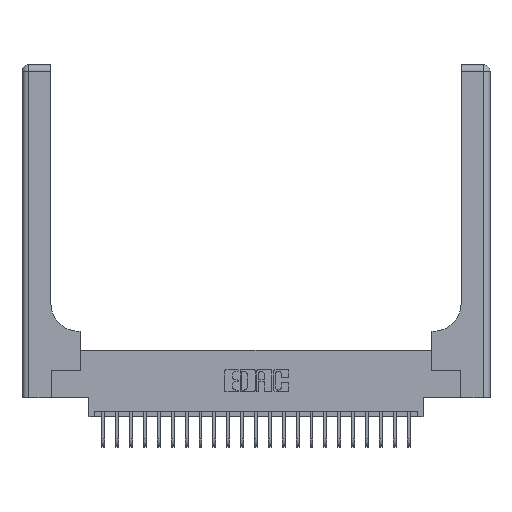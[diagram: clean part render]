
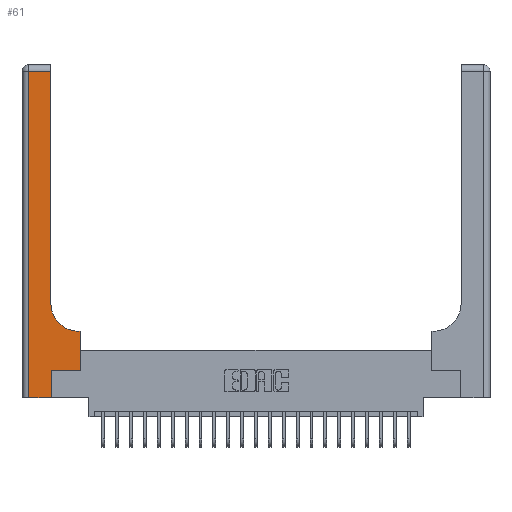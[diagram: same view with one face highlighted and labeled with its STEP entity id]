
A CAD part, top view. The second image highlights one B-rep face of the part: STEP entity #61.
In plain terms, the highlighted planar face has unit normal (0, 0, 1).
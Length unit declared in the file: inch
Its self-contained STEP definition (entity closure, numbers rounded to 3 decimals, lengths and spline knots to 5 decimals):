
#21 = PLANE ( 'NONE',  #19033 ) ;
#61 = ADVANCED_FACE ( 'NONE', ( #755 ), #21, .F. ) ;
#97 = VERTEX_POINT ( 'NONE', #12607 ) ;
#434 = CARTESIAN_POINT ( 'NONE',  ( 0., 3., 0.37 ) ) ;
#487 = DIRECTION ( 'NONE',  ( -1., 0., 0. ) ) ;
#563 = ORIENTED_EDGE ( 'NONE', *, *, #694, .T. ) ;
#685 = EDGE_LOOP ( 'NONE', ( #563, #19363, #11382, #15919, #20958, #12445, #13504, #841, #5481 ) ) ;
#694 = EDGE_CURVE ( 'NONE', #97, #6205, #12337, .T. ) ;
#755 = FACE_OUTER_BOUND ( 'NONE', #685, .T. ) ;
#841 = ORIENTED_EDGE ( 'NONE', *, *, #13677, .T. ) ;
#904 = DIRECTION ( 'NONE',  ( 1., 0., 0. ) ) ;
#1002 = VERTEX_POINT ( 'NONE', #6851 ) ;
#1120 = EDGE_CURVE ( 'NONE', #20956, #97, #16860, .T. ) ;
#1848 = DIRECTION ( 'NONE',  ( 0., 0., -1. ) ) ;
#2015 = CARTESIAN_POINT ( 'NONE',  ( 0.06, 3., 0.37 ) ) ;
#2217 = LINE ( 'NONE', #16872, #6820 ) ;
#2261 = CARTESIAN_POINT ( 'NONE',  ( 0.265, 0.25, 0.37 ) ) ;
#2277 = EDGE_CURVE ( 'NONE', #5609, #1002, #4489, .T. ) ;
#2287 = LINE ( 'NONE', #4359, #6892 ) ;
#3465 = EDGE_CURVE ( 'NONE', #6205, #5609, #7642, .T. ) ;
#3769 = EDGE_CURVE ( 'NONE', #16929, #19466, #2217, .T. ) ;
#4359 = CARTESIAN_POINT ( 'NONE',  ( 0., 0., 0.37 ) ) ;
#4489 = LINE ( 'NONE', #2015, #22098 ) ;
#4870 = CARTESIAN_POINT ( 'NONE',  ( 0.26, 0.6, 0.37 ) ) ;
#5481 = ORIENTED_EDGE ( 'NONE', *, *, #1120, .T. ) ;
#5609 = VERTEX_POINT ( 'NONE', #21827 ) ;
#5874 = AXIS2_PLACEMENT_3D ( 'NONE', #19248, #8998, #20948 ) ;
#5971 = DIRECTION ( 'NONE',  ( 0., 1., 0. ) ) ;
#6205 = VERTEX_POINT ( 'NONE', #8225 ) ;
#6575 = DIRECTION ( 'NONE',  ( -1., 0., 0. ) ) ;
#6820 = VECTOR ( 'NONE', #15149, 39.37008 ) ;
#6851 = CARTESIAN_POINT ( 'NONE',  ( 0.06, 0., 0.37 ) ) ;
#6892 = VECTOR ( 'NONE', #904, 39.37008 ) ;
#7221 = VECTOR ( 'NONE', #5971, 39.37008 ) ;
#7466 = LINE ( 'NONE', #7804, #20538 ) ;
#7535 = CARTESIAN_POINT ( 'NONE',  ( 0.528, 0.6, 0.37 ) ) ;
#7541 = DIRECTION ( 'NONE',  ( 0., -1., 0. ) ) ;
#7642 = LINE ( 'NONE', #12565, #16221 ) ;
#7804 = CARTESIAN_POINT ( 'NONE',  ( 0.265, 0.25, 0.37 ) ) ;
#8225 = CARTESIAN_POINT ( 'NONE',  ( 0.26, 2.94, 0.37 ) ) ;
#8615 = CARTESIAN_POINT ( 'NONE',  ( 0.265, 0., 0.37 ) ) ;
#8998 = DIRECTION ( 'NONE',  ( 0., 0., -1. ) ) ;
#9203 = DIRECTION ( 'NONE',  ( 0., 1., 0. ) ) ;
#9513 = DIRECTION ( 'NONE',  ( 1., 0., 0. ) ) ;
#9742 = VECTOR ( 'NONE', #6575, 39.37008 ) ;
#10019 = CARTESIAN_POINT ( 'NONE',  ( 0.528, 0.25, 0.37 ) ) ;
#10258 = VERTEX_POINT ( 'NONE', #7535 ) ;
#11382 = ORIENTED_EDGE ( 'NONE', *, *, #2277, .T. ) ;
#11560 = DIRECTION ( 'NONE',  ( -1., 0., 0. ) ) ;
#11817 = EDGE_CURVE ( 'NONE', #1002, #16929, #2287, .T. ) ;
#12014 = VERTEX_POINT ( 'NONE', #10019 ) ;
#12337 = LINE ( 'NONE', #17947, #7221 ) ;
#12445 = ORIENTED_EDGE ( 'NONE', *, *, #18971, .T. ) ;
#12565 = CARTESIAN_POINT ( 'NONE',  ( 0., 2.94, 0.37 ) ) ;
#12607 = CARTESIAN_POINT ( 'NONE',  ( 0.26, 0.85, 0.37 ) ) ;
#13391 = EDGE_CURVE ( 'NONE', #12014, #10258, #19648, .T. ) ;
#13504 = ORIENTED_EDGE ( 'NONE', *, *, #13391, .T. ) ;
#13677 = EDGE_CURVE ( 'NONE', #10258, #20956, #19375, .T. ) ;
#15149 = DIRECTION ( 'NONE',  ( 0., 1., 0. ) ) ;
#15919 = ORIENTED_EDGE ( 'NONE', *, *, #11817, .T. ) ;
#16221 = VECTOR ( 'NONE', #487, 39.37008 ) ;
#16860 = CIRCLE ( 'NONE', #5874, 0.25 ) ;
#16872 = CARTESIAN_POINT ( 'NONE',  ( 0.265, 0., 0.37 ) ) ;
#16929 = VERTEX_POINT ( 'NONE', #8615 ) ;
#17757 = CARTESIAN_POINT ( 'NONE',  ( 0.528, 0.25, 0.37 ) ) ;
#17947 = CARTESIAN_POINT ( 'NONE',  ( 0.26, 3., 0.37 ) ) ;
#18971 = EDGE_CURVE ( 'NONE', #19466, #12014, #7466, .T. ) ;
#19033 = AXIS2_PLACEMENT_3D ( 'NONE', #434, #1848, #11560 ) ;
#19120 = VECTOR ( 'NONE', #9203, 39.37008 ) ;
#19248 = CARTESIAN_POINT ( 'NONE',  ( 0.51, 0.85, 0.37 ) ) ;
#19363 = ORIENTED_EDGE ( 'NONE', *, *, #3465, .T. ) ;
#19375 = LINE ( 'NONE', #4870, #9742 ) ;
#19413 = CARTESIAN_POINT ( 'NONE',  ( 0.51, 0.6, 0.37 ) ) ;
#19466 = VERTEX_POINT ( 'NONE', #2261 ) ;
#19648 = LINE ( 'NONE', #17757, #19120 ) ;
#20538 = VECTOR ( 'NONE', #9513, 39.37008 ) ;
#20948 = DIRECTION ( 'NONE',  ( 1., 0., 0. ) ) ;
#20956 = VERTEX_POINT ( 'NONE', #19413 ) ;
#20958 = ORIENTED_EDGE ( 'NONE', *, *, #3769, .T. ) ;
#21827 = CARTESIAN_POINT ( 'NONE',  ( 0.06, 2.94, 0.37 ) ) ;
#22098 = VECTOR ( 'NONE', #7541, 39.37008 ) ;
